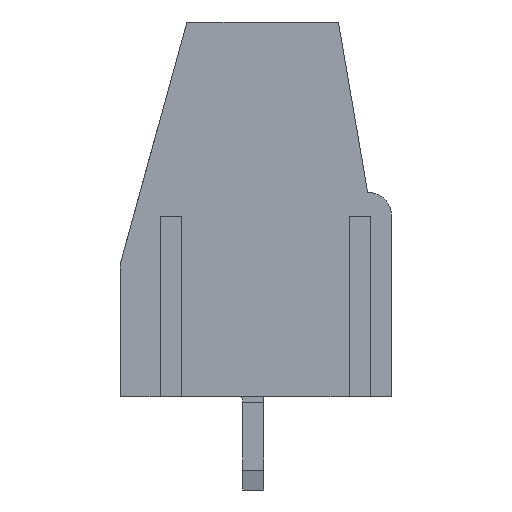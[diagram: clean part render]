
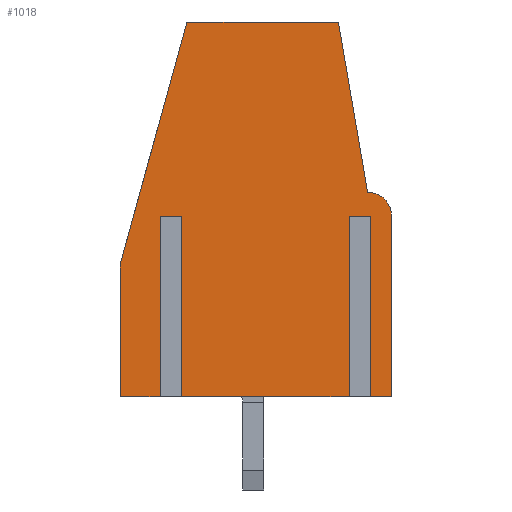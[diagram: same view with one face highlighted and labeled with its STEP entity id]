
A CAD part, left-side view. The second image highlights one B-rep face of the part: STEP entity #1018.
In plain terms, the highlighted planar face has unit normal (-1, 0, 0).
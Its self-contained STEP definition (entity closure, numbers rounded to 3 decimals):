
#1018=ADVANCED_FACE('',(#5090),#5092,.T.);
#5090=FACE_BOUND('',#5091,.T.);
#5091=EDGE_LOOP('',(#8579,#8580,#8581,#8582,#8583,#8584,#8585,#8586,#8587,#8588,
#8589,#8590,#8591,#8592,#8593));
#5092=PLANE('',#5093);
#5093=AXIS2_PLACEMENT_3D('',#5094,#5095,#5096);
#5094=CARTESIAN_POINT('',(-2.5,0.,0.));
#5095=DIRECTION('',(-1.,0.,0.));
#5096=DIRECTION('',(0.,0.,-1.));
#8579=ORIENTED_EDGE('',*,*,#10915,.F.);
#8580=ORIENTED_EDGE('',*,*,#10916,.F.);
#8581=ORIENTED_EDGE('',*,*,#10917,.F.);
#8582=ORIENTED_EDGE('',*,*,#10618,.T.);
#8583=ORIENTED_EDGE('',*,*,#10918,.F.);
#8584=ORIENTED_EDGE('',*,*,#10919,.F.);
#8585=ORIENTED_EDGE('',*,*,#10920,.F.);
#8586=ORIENTED_EDGE('',*,*,#10614,.T.);
#8587=ORIENTED_EDGE('',*,*,#10878,.T.);
#8588=ORIENTED_EDGE('',*,*,#10876,.T.);
#8589=ORIENTED_EDGE('',*,*,#10874,.T.);
#8590=ORIENTED_EDGE('',*,*,#10863,.T.);
#8591=ORIENTED_EDGE('',*,*,#10840,.T.);
#8592=ORIENTED_EDGE('',*,*,#10830,.T.);
#8593=ORIENTED_EDGE('',*,*,#10622,.T.);
#10614=EDGE_CURVE('',#11857,#11855,#11858,.T.);
#10618=EDGE_CURVE('',#11865,#11863,#11866,.T.);
#10622=EDGE_CURVE('',#11873,#11871,#11874,.T.);
#10830=EDGE_CURVE('',#12282,#11873,#12283,.T.);
#10840=EDGE_CURVE('',#12299,#12282,#12300,.T.);
#10863=EDGE_CURVE('',#12337,#12299,#12338,.T.);
#10874=EDGE_CURVE('',#12358,#12337,#12359,.T.);
#10876=EDGE_CURVE('',#12361,#12358,#12362,.T.);
#10878=EDGE_CURVE('',#11855,#12361,#12364,.T.);
#10915=EDGE_CURVE('',#12437,#11871,#12438,.T.);
#10916=EDGE_CURVE('',#12439,#12437,#12440,.F.);
#10917=EDGE_CURVE('',#11865,#12439,#12441,.T.);
#10918=EDGE_CURVE('',#12442,#11863,#12443,.T.);
#10919=EDGE_CURVE('',#12444,#12442,#12445,.F.);
#10920=EDGE_CURVE('',#11857,#12444,#12446,.T.);
#11855=VERTEX_POINT('',#13862);
#11857=VERTEX_POINT('',#13866);
#11858=LINE('',#13867,#13868);
#11863=VERTEX_POINT('',#13878);
#11865=VERTEX_POINT('',#13882);
#11866=LINE('',#13883,#13884);
#11871=VERTEX_POINT('',#13894);
#11873=VERTEX_POINT('',#13898);
#11874=LINE('',#13899,#13900);
#12282=VERTEX_POINT('',#14723);
#12283=LINE('',#14724,#14725);
#12299=VERTEX_POINT('',#14760);
#12300=LINE('',#14761,#14762);
#12337=VERTEX_POINT('',#14844);
#12338=LINE('',#14845,#14846);
#12358=VERTEX_POINT('',#14896);
#12359=LINE('',#14897,#14898);
#12361=VERTEX_POINT('',#14903);
#12362=CIRCLE('',#14904,0.9);
#12364=LINE('',#14911,#14912);
#12437=VERTEX_POINT('',#15058);
#12438=LINE('',#15059,#15060);
#12439=VERTEX_POINT('',#15062);
#12440=LINE('',#15063,#15064);
#12441=LINE('',#15066,#15067);
#12442=VERTEX_POINT('',#15069);
#12443=LINE('',#15070,#15071);
#12444=VERTEX_POINT('',#15073);
#12445=LINE('',#15074,#15075);
#12446=LINE('',#15077,#15078);
#13862=CARTESIAN_POINT('',(-2.5,-5.2,0.));
#13866=CARTESIAN_POINT('',(-2.5,-4.325,0.));
#13867=CARTESIAN_POINT('',(-2.5,-4.325,0.));
#13868=VECTOR('',#13869,1.);
#13869=DIRECTION('',(0.,-1.,0.));
#13878=CARTESIAN_POINT('',(-2.5,-3.675,0.));
#13882=CARTESIAN_POINT('',(-2.5,2.775,0.));
#13883=CARTESIAN_POINT('',(-2.5,2.775,0.));
#13884=VECTOR('',#13885,1.);
#13885=DIRECTION('',(0.,-1.,0.));
#13894=CARTESIAN_POINT('',(-2.5,3.425,0.));
#13898=CARTESIAN_POINT('',(-2.5,5.,0.));
#13899=CARTESIAN_POINT('',(-2.5,5.,0.));
#13900=VECTOR('',#13901,1.);
#13901=DIRECTION('',(0.,-1.,0.));
#14723=CARTESIAN_POINT('',(-2.5,5.,5.));
#14724=CARTESIAN_POINT('',(-2.5,5.,5.));
#14725=VECTOR('',#14726,1.);
#14726=DIRECTION('',(0.,0.,-1.));
#14760=CARTESIAN_POINT('',(-2.5,2.5,14.1));
#14761=CARTESIAN_POINT('',(-2.5,2.5,14.1));
#14762=VECTOR('',#14763,1.);
#14763=DIRECTION('',(0.,0.265,-0.964));
#14844=CARTESIAN_POINT('',(-2.5,-3.2,14.1));
#14845=CARTESIAN_POINT('',(-2.5,-3.2,14.1));
#14846=VECTOR('',#14847,1.);
#14847=DIRECTION('',(0.,1.,0.));
#14896=CARTESIAN_POINT('',(-2.5,-4.3,7.7));
#14897=CARTESIAN_POINT('',(-2.5,-4.3,7.7));
#14898=VECTOR('',#14899,1.);
#14899=DIRECTION('',(0.,0.169,0.986));
#14903=CARTESIAN_POINT('',(-2.5,-5.2,6.8));
#14904=AXIS2_PLACEMENT_3D('',#14905,#14906,#14907);
#14905=CARTESIAN_POINT('',(-2.5,-4.3,6.8));
#14906=DIRECTION('',(-1.,-0.,-0.));
#14907=DIRECTION('',(0.,-1.,0.));
#14911=CARTESIAN_POINT('',(-2.5,-5.2,0.));
#14912=VECTOR('',#14913,1.);
#14913=DIRECTION('',(0.,0.,1.));
#15058=CARTESIAN_POINT('',(-2.5,3.425,6.8));
#15059=CARTESIAN_POINT('',(-2.5,3.425,6.8));
#15060=VECTOR('',#15061,1.);
#15061=DIRECTION('',(0.,0.,-1.));
#15062=CARTESIAN_POINT('',(-2.5,2.775,6.8));
#15063=CARTESIAN_POINT('',(-2.5,3.425,6.8));
#15064=VECTOR('',#15065,1.);
#15065=DIRECTION('',(0.,-1.,0.));
#15066=CARTESIAN_POINT('',(-2.5,2.775,0.));
#15067=VECTOR('',#15068,1.);
#15068=DIRECTION('',(0.,0.,1.));
#15069=CARTESIAN_POINT('',(-2.5,-3.675,6.8));
#15070=CARTESIAN_POINT('',(-2.5,-3.675,6.8));
#15071=VECTOR('',#15072,1.);
#15072=DIRECTION('',(0.,0.,-1.));
#15073=CARTESIAN_POINT('',(-2.5,-4.325,6.8));
#15074=CARTESIAN_POINT('',(-2.5,-3.675,6.8));
#15075=VECTOR('',#15076,1.);
#15076=DIRECTION('',(0.,-1.,0.));
#15077=CARTESIAN_POINT('',(-2.5,-4.325,0.));
#15078=VECTOR('',#15079,1.);
#15079=DIRECTION('',(0.,0.,1.));
